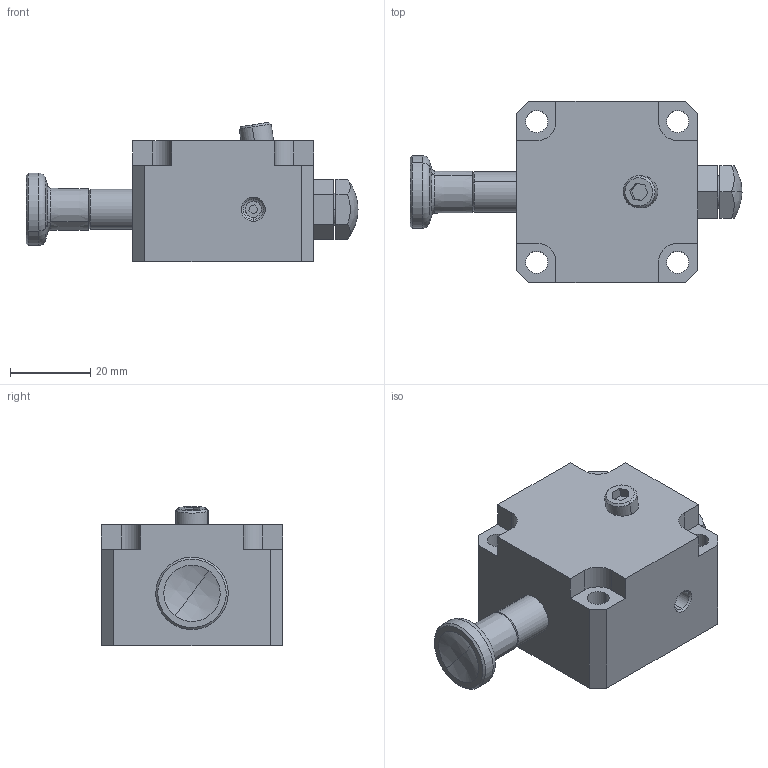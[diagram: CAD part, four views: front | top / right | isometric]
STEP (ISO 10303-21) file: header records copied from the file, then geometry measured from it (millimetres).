
FILE_DESCRIPTION (( 'STEP AP203' ), '1' );
FILE_NAME ('bj351-08001a.STEP', '2021-10-25T01:24:24', ( '' ), ( '' ), 'SwSTEP 2.0', 'SolidWorks 2020', '' );
FILE_SCHEMA (( 'CONFIG_CONTROL_DESIGN' ));
Length unit declared in the file: millimetre
Products named in the file (4): bj351-08001a_03; bj351-08001a_01; bj351-08001a_02; bj351-08001a
Assembly tree (3 placements, depth 2):
  bj351-08001a
    bj351-08001a_01
    bj351-08001a_02
    bj351-08001a_03
Bounding box: 82.5 x 45 x 34.62 mm (x, y, z)
Volume: 59467.3 mm3; surface area: 18931.4 mm2
Topology: 3 solids, 6 shells, 158 faces, 374 edges, 239 vertices
Faces by surface type: plane 76, cylinder 42, cone 30, torus 6, sphere 4
Entity records: 4980 total; most frequent: DIRECTION 838, CARTESIAN_POINT 793, ORIENTED_EDGE 744, EDGE_CURVE 372, AXIS2_PLACEMENT_3D 308, VERTEX_POINT 239, LINE 222, VECTOR 222
